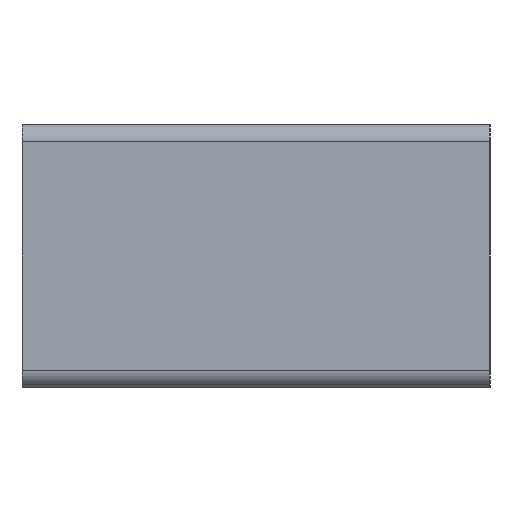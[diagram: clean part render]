
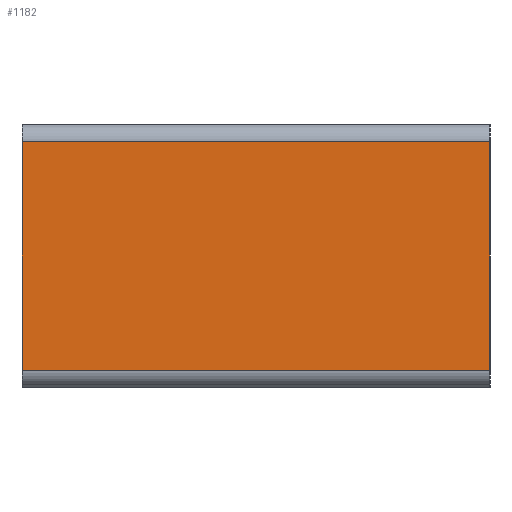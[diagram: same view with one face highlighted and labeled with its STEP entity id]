
A CAD part, left-side view. The second image highlights one B-rep face of the part: STEP entity #1182.
In plain terms, the highlighted planar face has unit normal (-1, 0, 0).
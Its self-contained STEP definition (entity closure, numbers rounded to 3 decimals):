
#1147 = VERTEX_POINT('',#1148);
#1148 = CARTESIAN_POINT('',(-0.8,-0.4,0.045));
#1155 = EDGE_CURVE('',#1156,#1147,#1158,.T.);
#1156 = VERTEX_POINT('',#1157);
#1157 = CARTESIAN_POINT('',(-0.8,0.4,0.045));
#1158 = LINE('',#1159,#1160);
#1159 = CARTESIAN_POINT('',(-0.8,0.4,0.045));
#1160 = VECTOR('',#1161,1.);
#1161 = DIRECTION('',(0.,-1.,0.));
#1182 = ADVANCED_FACE('',(#1183),#1208,.T.);
#1183 = FACE_BOUND('',#1184,.T.);
#1184 = EDGE_LOOP('',(#1185,#1193,#1201,#1207));
#1185 = ORIENTED_EDGE('',*,*,#1186,.T.);
#1186 = EDGE_CURVE('',#1147,#1187,#1189,.T.);
#1187 = VERTEX_POINT('',#1188);
#1188 = CARTESIAN_POINT('',(-0.8,-0.4,0.435));
#1189 = LINE('',#1190,#1191);
#1190 = CARTESIAN_POINT('',(-0.8,-0.4,0.435));
#1191 = VECTOR('',#1192,1.);
#1192 = DIRECTION('',(0.,0.,1.));
#1193 = ORIENTED_EDGE('',*,*,#1194,.F.);
#1194 = EDGE_CURVE('',#1195,#1187,#1197,.T.);
#1195 = VERTEX_POINT('',#1196);
#1196 = CARTESIAN_POINT('',(-0.8,0.4,0.435));
#1197 = LINE('',#1198,#1199);
#1198 = CARTESIAN_POINT('',(-0.8,0.4,0.435));
#1199 = VECTOR('',#1200,1.);
#1200 = DIRECTION('',(0.,-1.,0.));
#1201 = ORIENTED_EDGE('',*,*,#1202,.T.);
#1202 = EDGE_CURVE('',#1195,#1156,#1203,.T.);
#1203 = LINE('',#1204,#1205);
#1204 = CARTESIAN_POINT('',(-0.8,0.4,0.435));
#1205 = VECTOR('',#1206,1.);
#1206 = DIRECTION('',(0.,0.,-1.));
#1207 = ORIENTED_EDGE('',*,*,#1155,.T.);
#1208 = PLANE('',#1209);
#1209 = AXIS2_PLACEMENT_3D('',#1210,#1211,#1212);
#1210 = CARTESIAN_POINT('',(-0.8,0.4,0.24));
#1211 = DIRECTION('',(-1.,0.,0.));
#1212 = DIRECTION('',(0.,-1.,0.));
